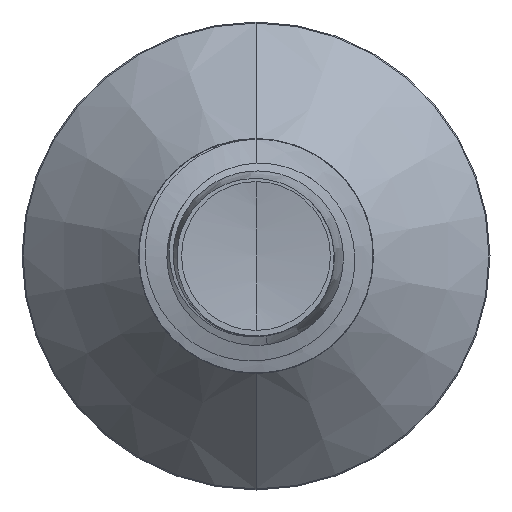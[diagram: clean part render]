
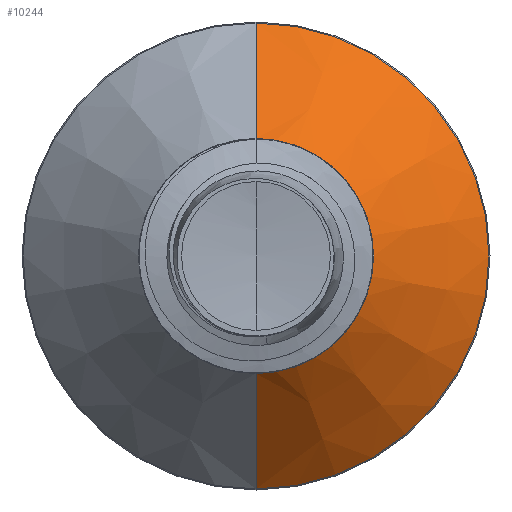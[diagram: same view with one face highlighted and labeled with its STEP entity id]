
A CAD part, front view. The second image highlights one B-rep face of the part: STEP entity #10244.
In plain terms, the highlighted conical face has half-angle 45 degrees and reference radius 1.256 mm.
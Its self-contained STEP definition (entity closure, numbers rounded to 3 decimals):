
#70 = CARTESIAN_POINT ( 'NONE',  ( 0., 10.706, 1.256 ) ) ;
#83 = DIRECTION ( 'NONE',  ( 0., 0., 1. ) ) ;
#536 = CIRCLE ( 'NONE', #9782, 2.489 ) ;
#1309 = EDGE_CURVE ( 'NONE', #28334, #3205, #27069, .T. ) ;
#1672 = VERTEX_POINT ( 'NONE', #21457 ) ;
#2374 = DIRECTION ( 'NONE',  ( 0., 1., 0. ) ) ;
#3205 = VERTEX_POINT ( 'NONE', #24723 ) ;
#5136 = EDGE_CURVE ( 'NONE', #28717, #1672, #11944, .T. ) ;
#6418 = CONICAL_SURFACE ( 'NONE', #27413, 1.256, 0.785 ) ;
#9107 = ORIENTED_EDGE ( 'NONE', *, *, #1309, .F. ) ;
#9782 = AXIS2_PLACEMENT_3D ( 'NONE', #18384, #2374, #21000 ) ;
#9948 = ORIENTED_EDGE ( 'NONE', *, *, #5136, .T. ) ;
#10244 = ADVANCED_FACE ( 'NONE', ( #29047 ), #6418, .T. ) ;
#11705 = DIRECTION ( 'NONE',  ( 0., 0.707, 0.707 ) ) ;
#11944 = LINE ( 'NONE', #28374, #17991 ) ;
#16020 = CARTESIAN_POINT ( 'NONE',  ( 0., 10.706, 0. ) ) ;
#17991 = VECTOR ( 'NONE', #25742, 1000. ) ;
#18384 = CARTESIAN_POINT ( 'NONE',  ( 0., 11.939, 0. ) ) ;
#18587 = DIRECTION ( 'NONE',  ( 0., 0., 1. ) ) ;
#18687 = AXIS2_PLACEMENT_3D ( 'NONE', #16020, #34319, #18587 ) ;
#19919 = EDGE_CURVE ( 'NONE', #28334, #28717, #24442, .T. ) ;
#21000 = DIRECTION ( 'NONE',  ( 0., 0., 1. ) ) ;
#21457 = CARTESIAN_POINT ( 'NONE',  ( 0., 11.939, -2.489 ) ) ;
#21575 = CARTESIAN_POINT ( 'NONE',  ( 0., 10.706, 0. ) ) ;
#22966 = ORIENTED_EDGE ( 'NONE', *, *, #24140, .F. ) ;
#23113 = CARTESIAN_POINT ( 'NONE',  ( 0., 10.706, 1.256 ) ) ;
#23812 = ORIENTED_EDGE ( 'NONE', *, *, #19919, .T. ) ;
#24140 = EDGE_CURVE ( 'NONE', #3205, #1672, #536, .T. ) ;
#24442 = CIRCLE ( 'NONE', #18687, 1.256 ) ;
#24723 = CARTESIAN_POINT ( 'NONE',  ( 0., 11.939, 2.489 ) ) ;
#25742 = DIRECTION ( 'NONE',  ( 0., 0.707, -0.707 ) ) ;
#26756 = DIRECTION ( 'NONE',  ( 0., 1., 0. ) ) ;
#27069 = LINE ( 'NONE', #70, #34077 ) ;
#27413 = AXIS2_PLACEMENT_3D ( 'NONE', #21575, #26756, #83 ) ;
#28334 = VERTEX_POINT ( 'NONE', #23113 ) ;
#28374 = CARTESIAN_POINT ( 'NONE',  ( 0., 10.706, -1.256 ) ) ;
#28717 = VERTEX_POINT ( 'NONE', #34496 ) ;
#29047 = FACE_OUTER_BOUND ( 'NONE', #30161, .T. ) ;
#30161 = EDGE_LOOP ( 'NONE', ( #23812, #9948, #22966, #9107 ) ) ;
#34077 = VECTOR ( 'NONE', #11705, 1000. ) ;
#34319 = DIRECTION ( 'NONE',  ( 0., 1., 0. ) ) ;
#34496 = CARTESIAN_POINT ( 'NONE',  ( 0., 10.706, -1.256 ) ) ;
